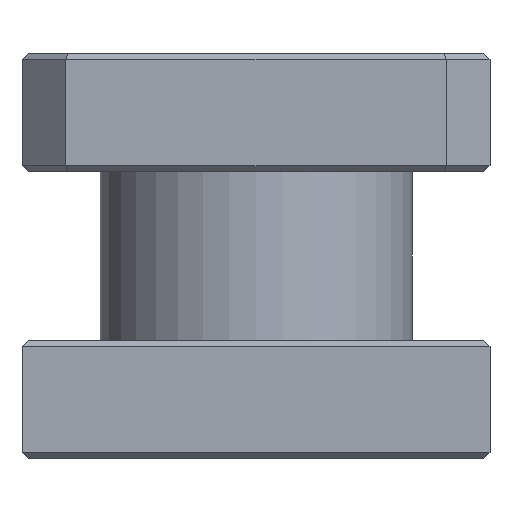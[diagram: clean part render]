
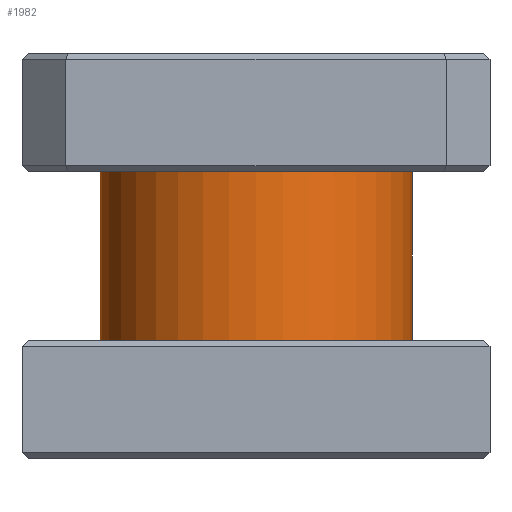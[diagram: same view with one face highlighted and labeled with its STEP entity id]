
A CAD part, front view. The second image highlights one B-rep face of the part: STEP entity #1982.
In plain terms, the highlighted cylindrical face has radius 6.35 mm (diameter 12.7 mm), a partial arc.
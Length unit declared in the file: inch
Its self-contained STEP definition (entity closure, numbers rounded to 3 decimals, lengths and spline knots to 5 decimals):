
#442 = EDGE_CURVE ( 'NONE', #2499, #1734, #1387, .T. ) ;
#470 = DIRECTION ( 'NONE',  ( 0., 0., -1. ) ) ;
#487 = FACE_OUTER_BOUND ( 'NONE', #890, .T. ) ;
#547 = CARTESIAN_POINT ( 'NONE',  ( -0.25, 0., 0.135 ) ) ;
#567 = CARTESIAN_POINT ( 'NONE',  ( 0.25, 0., 0.325 ) ) ;
#695 = CIRCLE ( 'NONE', #1110, 0.25 ) ;
#696 = DIRECTION ( 'NONE',  ( -1., 0., 0. ) ) ;
#720 = EDGE_CURVE ( 'NONE', #2499, #1246, #695, .T. ) ;
#739 = ORIENTED_EDGE ( 'NONE', *, *, #1356, .F. ) ;
#800 = VECTOR ( 'NONE', #1242, 39.37008 ) ;
#823 = CARTESIAN_POINT ( 'NONE',  ( -0.25, 0., -0.135 ) ) ;
#860 = DIRECTION ( 'NONE',  ( 0., 0., 1. ) ) ;
#890 = EDGE_LOOP ( 'NONE', ( #1401, #2686, #1371, #739 ) ) ;
#1106 = DIRECTION ( 'NONE',  ( -1., 0., 0. ) ) ;
#1110 = AXIS2_PLACEMENT_3D ( 'NONE', #2459, #860, #2875 ) ;
#1159 = VERTEX_POINT ( 'NONE', #2588 ) ;
#1242 = DIRECTION ( 'NONE',  ( 0., 0., -1. ) ) ;
#1246 = VERTEX_POINT ( 'NONE', #2827 ) ;
#1294 = LINE ( 'NONE', #567, #1955 ) ;
#1356 = EDGE_CURVE ( 'NONE', #1159, #1734, #1919, .T. ) ;
#1371 = ORIENTED_EDGE ( 'NONE', *, *, #442, .T. ) ;
#1387 = LINE ( 'NONE', #2590, #800 ) ;
#1392 = CYLINDRICAL_SURFACE ( 'NONE', #2331, 0.25 ) ;
#1401 = ORIENTED_EDGE ( 'NONE', *, *, #2183, .F. ) ;
#1403 = CARTESIAN_POINT ( 'NONE',  ( 0., 0., 0.325 ) ) ;
#1543 = AXIS2_PLACEMENT_3D ( 'NONE', #2669, #2440, #1106 ) ;
#1734 = VERTEX_POINT ( 'NONE', #823 ) ;
#1919 = CIRCLE ( 'NONE', #1543, 0.25 ) ;
#1955 = VECTOR ( 'NONE', #2808, 39.37008 ) ;
#1982 = ADVANCED_FACE ( 'NONE', ( #487 ), #1392, .T. ) ;
#2183 = EDGE_CURVE ( 'NONE', #1246, #1159, #1294, .T. ) ;
#2331 = AXIS2_PLACEMENT_3D ( 'NONE', #1403, #470, #696 ) ;
#2440 = DIRECTION ( 'NONE',  ( 0., 0., -1. ) ) ;
#2459 = CARTESIAN_POINT ( 'NONE',  ( 0., 0., 0.135 ) ) ;
#2499 = VERTEX_POINT ( 'NONE', #547 ) ;
#2588 = CARTESIAN_POINT ( 'NONE',  ( 0.25, 0., -0.135 ) ) ;
#2590 = CARTESIAN_POINT ( 'NONE',  ( -0.25, 0., 0.325 ) ) ;
#2669 = CARTESIAN_POINT ( 'NONE',  ( 0., 0., -0.135 ) ) ;
#2686 = ORIENTED_EDGE ( 'NONE', *, *, #720, .F. ) ;
#2808 = DIRECTION ( 'NONE',  ( 0., 0., -1. ) ) ;
#2827 = CARTESIAN_POINT ( 'NONE',  ( 0.25, 0., 0.135 ) ) ;
#2875 = DIRECTION ( 'NONE',  ( 1., 0., 0. ) ) ;
